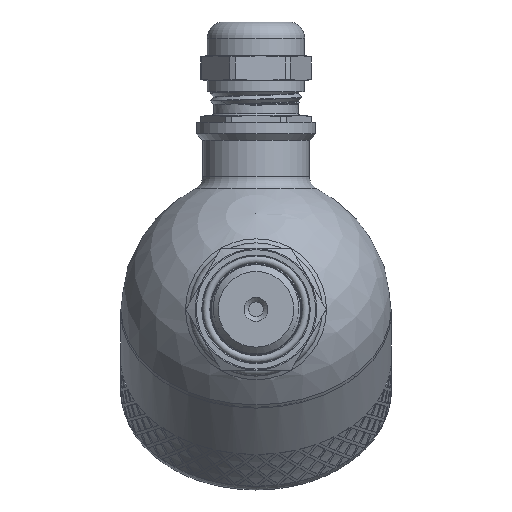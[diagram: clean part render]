
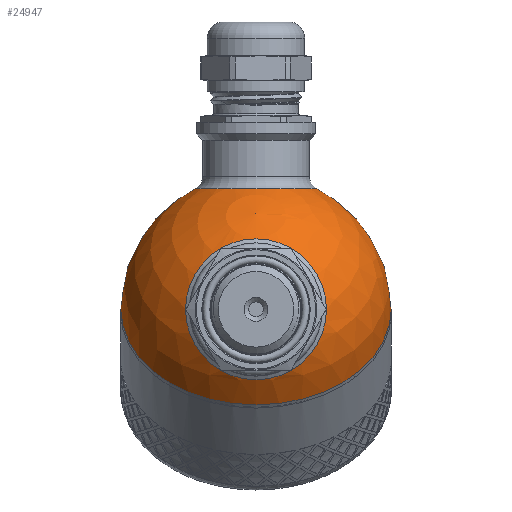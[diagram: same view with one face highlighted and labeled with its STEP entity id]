
A CAD part, left-side view. The second image highlights one B-rep face of the part: STEP entity #24947.
In plain terms, the highlighted spherical face has radius 30 mm.
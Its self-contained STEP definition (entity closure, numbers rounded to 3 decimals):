
#136=SPHERICAL_SURFACE('',#26556,30.);
#1311=FACE_BOUND('',#3727,.T.);
#1312=FACE_BOUND('',#3728,.T.);
#2085=FACE_OUTER_BOUND('',#3726,.T.);
#3726=EDGE_LOOP('',(#18029,#18030,#18031,#18032));
#3727=EDGE_LOOP('',(#18033));
#3728=EDGE_LOOP('',(#18034));
#5253=CIRCLE('',#26479,30.);
#5254=CIRCLE('',#26480,30.);
#5281=CIRCLE('',#26552,13.5);
#5284=CIRCLE('',#26557,30.);
#5285=CIRCLE('',#26558,15.643);
#9706=VERTEX_POINT('',#33268);
#9707=VERTEX_POINT('',#33270);
#10182=VERTEX_POINT('',#39332);
#10184=VERTEX_POINT('',#39339);
#10185=VERTEX_POINT('',#39341);
#12401=EDGE_CURVE('',#9706,#9707,#5253,.T.);
#12402=EDGE_CURVE('',#9707,#9706,#5254,.T.);
#13117=EDGE_CURVE('',#10182,#10182,#5281,.T.);
#13120=EDGE_CURVE('',#9707,#10184,#5284,.T.);
#13121=EDGE_CURVE('',#10185,#10185,#5285,.T.);
#18029=ORIENTED_EDGE('',*,*,#12402,.F.);
#18030=ORIENTED_EDGE('',*,*,#13120,.T.);
#18031=ORIENTED_EDGE('',*,*,#13120,.F.);
#18032=ORIENTED_EDGE('',*,*,#12401,.F.);
#18033=ORIENTED_EDGE('',*,*,#13121,.F.);
#18034=ORIENTED_EDGE('',*,*,#13117,.F.);
#24947=ADVANCED_FACE('',(#2085,#1311,#1312),#136,.T.);
#26479=AXIS2_PLACEMENT_3D('',#33271,#27939,#27940);
#26480=AXIS2_PLACEMENT_3D('',#33272,#27941,#27942);
#26552=AXIS2_PLACEMENT_3D('',#39333,#28337,#28338);
#26556=AXIS2_PLACEMENT_3D('',#39338,#28345,#28346);
#26557=AXIS2_PLACEMENT_3D('',#39340,#28347,#28348);
#26558=AXIS2_PLACEMENT_3D('',#39342,#28349,#28350);
#27939=DIRECTION('center_axis',(1.,0.,0.));
#27940=DIRECTION('ref_axis',(0.,1.,0.));
#27941=DIRECTION('center_axis',(1.,0.,0.));
#27942=DIRECTION('ref_axis',(0.,1.,0.));
#28337=DIRECTION('center_axis',(-0.707,0.,-0.707));
#28338=DIRECTION('ref_axis',(-0.707,0.,0.707));
#28345=DIRECTION('center_axis',(1.,0.,0.));
#28346=DIRECTION('ref_axis',(0.,-1.,0.));
#28347=DIRECTION('center_axis',(0.,0.,1.));
#28348=DIRECTION('ref_axis',(0.,1.,0.));
#28349=DIRECTION('center_axis',(-0.707,0.,0.707));
#28350=DIRECTION('ref_axis',(0.707,0.,0.707));
#33268=CARTESIAN_POINT('',(0.,-30.,0.));
#33270=CARTESIAN_POINT('',(0.,30.,0.));
#33271=CARTESIAN_POINT('Origin',(0.,0.,0.));
#33272=CARTESIAN_POINT('Origin',(0.,0.,0.));
#39332=CARTESIAN_POINT('',(-9.398,0.,-28.49));
#39333=CARTESIAN_POINT('Origin',(-18.944,0.,-18.944));
#39338=CARTESIAN_POINT('Origin',(0.,0.,0.));
#39339=CARTESIAN_POINT('',(-30.,0.,0.));
#39340=CARTESIAN_POINT('Origin',(0.,0.,0.));
#39341=CARTESIAN_POINT('',(-29.162,0.,7.04));
#39342=CARTESIAN_POINT('Origin',(-18.101,0.,18.101));
